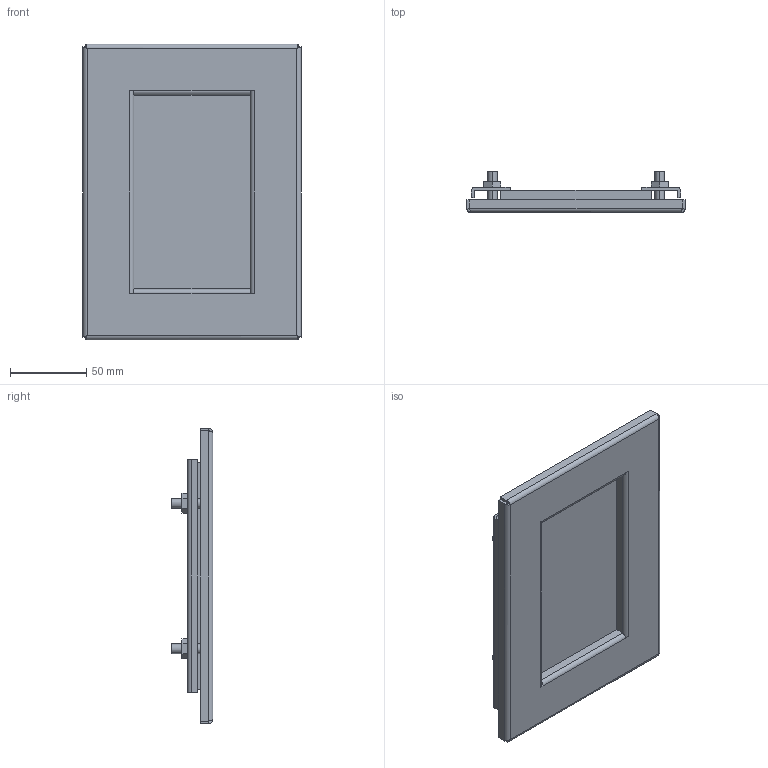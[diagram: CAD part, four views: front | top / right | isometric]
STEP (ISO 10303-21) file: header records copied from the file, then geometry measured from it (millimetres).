
FILE_DESCRIPTION (( 'STEP AP203' ), '1' );
FILE_NAME ('1481WN40503_Default.step', '2019-11-12T17:55:29', ( '' ), ( '' ), 'SwSTEP 2.0', 'SolidWorks 2019', '' );
FILE_SCHEMA (( 'CONFIG_CONTROL_DESIGN' ));
Length unit declared in the file: inch
Products named in the file (1): 1481WN40503_Default
Bounding box: 142.88 x 27.23 x 193.68 mm (x, y, z)
Volume: 157795.6 mm3; surface area: 105914.7 mm2
Topology: 12 solids, 12 shells, 228 faces, 500 edges, 300 vertices
Faces by surface type: plane 116, cylinder 52, cone 52, bspline 8
Entity records: 6745 total; most frequent: CARTESIAN_POINT 1805, ORIENTED_EDGE 1000, DIRECTION 970, EDGE_CURVE 500, AXIS2_PLACEMENT_3D 361, VERTEX_POINT 300, EDGE_LOOP 250, LINE 248
